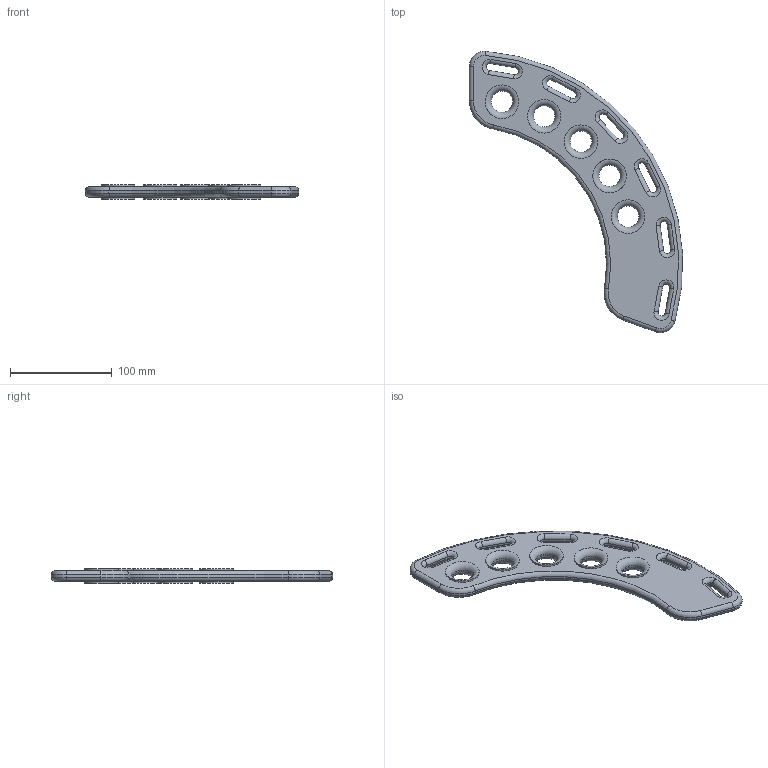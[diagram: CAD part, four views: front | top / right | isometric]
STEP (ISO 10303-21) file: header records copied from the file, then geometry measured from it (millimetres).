
FILE_DESCRIPTION(/* description */ (''),/* implementation_level */ '2;1');
FILE_NAME(/* name */ 'JB10.stp',/* time_stamp */ '2016-11-16T13:55:26+01:00',/* author */ ('nicola'),/* organization */ (''),/* preprocessor_version */ 'ST-DEVELOPER v16.5',/* originating_system */ 'Autodesk Inventor 2017',/* authorisation */ '');
FILE_SCHEMA (('AUTOMOTIVE_DESIGN { 1 0 10303 214 3 1 1 }'));
Length unit declared in the file: millimetre
Products named in the file (1): JB10
Bounding box: 209.75 x 276.78 x 14 mm (x, y, z)
Volume: 210556 mm3; surface area: 56100.7 mm2
Topology: 1 solids, 1 shells, 123 faces, 284 edges, 163 vertices
Faces by surface type: cylinder 61, torus 46, plane 16
Full cylindrical faces by diameter (mm): 21 x5, 33 x10
Entity records: 3376 total; most frequent: DIRECTION 668, CARTESIAN_POINT 536, ORIENTED_EDGE 508, AXIS2_PLACEMENT_3D 290, EDGE_CURVE 254, EDGE_LOOP 170, CIRCLE 166, VERTEX_POINT 158
